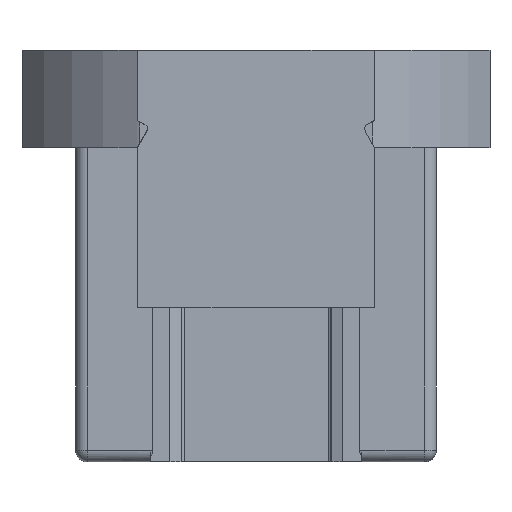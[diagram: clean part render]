
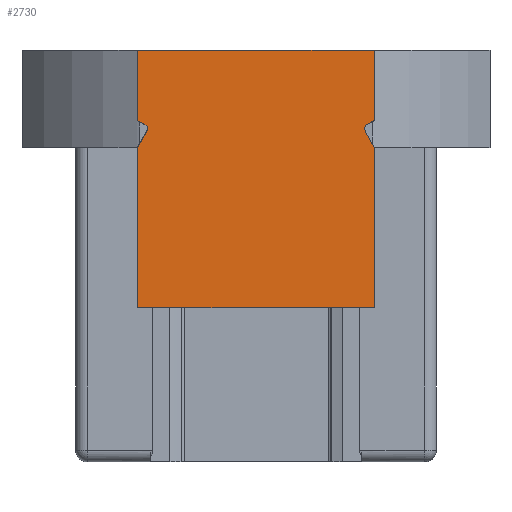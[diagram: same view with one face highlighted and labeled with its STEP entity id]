
A CAD part, left-side view. The second image highlights one B-rep face of the part: STEP entity #2730.
In plain terms, the highlighted planar face has unit normal (-1, 0, 0).
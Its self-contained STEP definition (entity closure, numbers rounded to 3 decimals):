
#51=(
BOUNDED_CURVE()
B_SPLINE_CURVE(2,(#3694,#3695,#3696),.UNSPECIFIED.,.F.,.F.)
B_SPLINE_CURVE_WITH_KNOTS((3,3),(0.,0.287),.UNSPECIFIED.)
CURVE()
GEOMETRIC_REPRESENTATION_ITEM()
RATIONAL_B_SPLINE_CURVE((1.,4.,1.))
REPRESENTATION_ITEM('')
);
#60=(
BOUNDED_CURVE()
B_SPLINE_CURVE(2,(#4569,#4570,#4571),.UNSPECIFIED.,.F.,.F.)
B_SPLINE_CURVE_WITH_KNOTS((3,3),(-0.296,0.),.UNSPECIFIED.)
CURVE()
GEOMETRIC_REPRESENTATION_ITEM()
RATIONAL_B_SPLINE_CURVE((1.,5.667,1.))
REPRESENTATION_ITEM('')
);
#157=PLANE('',#2940);
#296=FACE_OUTER_BOUND('',#452,.T.);
#452=EDGE_LOOP('',(#2521,#2522,#2523,#2524,#2525,#2526,#2527,#2528,#2529,
#2530));
#619=LINE('',#4117,#912);
#642=LINE('',#4188,#935);
#659=LINE('',#4562,#952);
#814=LINE('',#5013,#1107);
#822=LINE('',#5027,#1115);
#825=LINE('',#5032,#1118);
#827=LINE('',#5040,#1120);
#829=LINE('',#5058,#1122);
#912=VECTOR('',#3094,10.);
#935=VECTOR('',#3151,10.);
#952=VECTOR('',#3180,10.);
#1107=VECTOR('',#3575,10.);
#1115=VECTOR('',#3587,10.);
#1118=VECTOR('',#3594,10.);
#1120=VECTOR('',#3604,10.);
#1122=VECTOR('',#3610,10.);
#1141=VERTEX_POINT('',#3691);
#1142=VERTEX_POINT('',#3693);
#1210=VERTEX_POINT('',#4114);
#1211=VERTEX_POINT('',#4116);
#1241=VERTEX_POINT('',#4185);
#1242=VERTEX_POINT('',#4187);
#1255=VERTEX_POINT('',#4560);
#1381=VERTEX_POINT('',#5010);
#1382=VERTEX_POINT('',#5012);
#1386=VERTEX_POINT('',#5025);
#1401=EDGE_CURVE('',#1142,#1141,#51,.T.);
#1498=EDGE_CURVE('',#1210,#1211,#619,.T.);
#1534=EDGE_CURVE('',#1241,#1242,#642,.T.);
#1554=EDGE_CURVE('',#1210,#1255,#659,.T.);
#1555=EDGE_CURVE('',#1255,#1242,#60,.T.);
#1757=EDGE_CURVE('',#1381,#1382,#814,.T.);
#1765=EDGE_CURVE('',#1386,#1381,#822,.T.);
#1768=EDGE_CURVE('',#1241,#1382,#825,.T.);
#1772=EDGE_CURVE('',#1142,#1386,#827,.T.);
#1774=EDGE_CURVE('',#1211,#1141,#829,.T.);
#2521=ORIENTED_EDGE('',*,*,#1555,.T.);
#2522=ORIENTED_EDGE('',*,*,#1534,.F.);
#2523=ORIENTED_EDGE('',*,*,#1768,.T.);
#2524=ORIENTED_EDGE('',*,*,#1757,.F.);
#2525=ORIENTED_EDGE('',*,*,#1765,.F.);
#2526=ORIENTED_EDGE('',*,*,#1772,.F.);
#2527=ORIENTED_EDGE('',*,*,#1401,.T.);
#2528=ORIENTED_EDGE('',*,*,#1774,.F.);
#2529=ORIENTED_EDGE('',*,*,#1498,.F.);
#2530=ORIENTED_EDGE('',*,*,#1554,.T.);
#2730=ADVANCED_FACE('',(#296),#157,.T.);
#2940=AXIS2_PLACEMENT_3D('',#5057,#3608,#3609);
#3094=DIRECTION('',(0.,-1.,0.));
#3151=DIRECTION('',(0.,1.,0.));
#3180=DIRECTION('',(0.,0.,-1.));
#3575=DIRECTION('',(0.,1.,0.));
#3587=DIRECTION('',(0.,0.,-1.));
#3594=DIRECTION('',(0.,0.,-1.));
#3604=DIRECTION('',(0.,1.,0.));
#3608=DIRECTION('center_axis',(-1.,0.,0.));
#3609=DIRECTION('ref_axis',(0.,1.,0.));
#3610=DIRECTION('',(0.,0.,-1.));
#3691=CARTESIAN_POINT('',(-5.814,-10.006,-5.944));
#3693=CARTESIAN_POINT('',(-5.814,-10.006,-8.25));
#3694=CARTESIAN_POINT('Ctrl Pts',(-5.814,-10.006,-8.25));
#3695=CARTESIAN_POINT('Ctrl Pts',(-5.814,-9.,-6.5));
#3696=CARTESIAN_POINT('Ctrl Pts',(-5.814,-10.006,-5.944));
#4114=CARTESIAN_POINT('',(-5.814,10.043,0.));
#4116=CARTESIAN_POINT('',(-5.814,-10.006,0.));
#4117=CARTESIAN_POINT('',(-5.814,10.043,0.));
#4185=CARTESIAN_POINT('',(-5.814,9.992,-8.25));
#4187=CARTESIAN_POINT('',(-5.814,10.043,-8.25));
#4188=CARTESIAN_POINT('',(-5.814,10.043,-8.25));
#4560=CARTESIAN_POINT('',(-5.814,10.043,-5.97));
#4562=CARTESIAN_POINT('',(-5.814,10.043,0.));
#4569=CARTESIAN_POINT('Ctrl Pts',(-5.814,10.043,-5.97));
#4570=CARTESIAN_POINT('Ctrl Pts',(-5.814,9.,-6.5));
#4571=CARTESIAN_POINT('Ctrl Pts',(-5.814,10.043,-8.25));
#5010=CARTESIAN_POINT('',(-5.814,-10.,-21.8));
#5012=CARTESIAN_POINT('',(-5.814,9.992,-21.8));
#5013=CARTESIAN_POINT('',(-5.814,-5.002,-21.8));
#5025=CARTESIAN_POINT('',(-5.814,-10.,-8.25));
#5027=CARTESIAN_POINT('',(-5.814,-10.,-8.25));
#5032=CARTESIAN_POINT('',(-5.814,9.992,-8.25));
#5040=CARTESIAN_POINT('',(-5.814,10.043,-8.25));
#5057=CARTESIAN_POINT('Origin',(-5.814,-10.006,0.));
#5058=CARTESIAN_POINT('',(-5.814,-10.006,0.));
